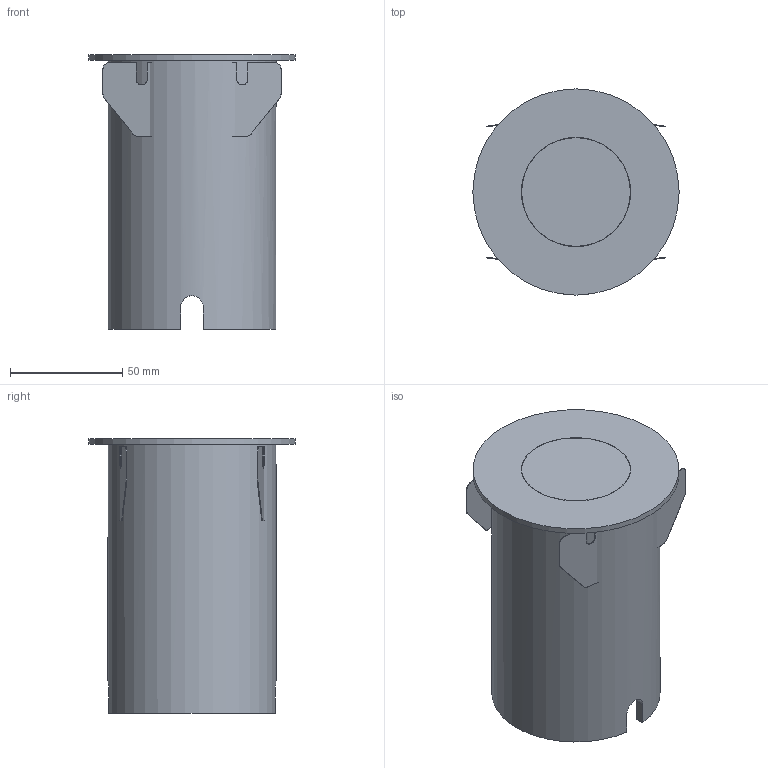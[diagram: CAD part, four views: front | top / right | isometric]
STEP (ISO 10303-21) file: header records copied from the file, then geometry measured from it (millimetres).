
FILE_DESCRIPTION(/* description */ (''),/* implementation_level */ '2;1');
FILE_NAME(/* name */ 'AL-DL0474-13-WW.stp',/* time_stamp */ '2025-12-18T16:20:28+08:00',/* author */ (''),/* organization */ (''),/* preprocessor_version */ 'ST-DEVELOPER v11',/* originating_system */ 'SIEMENS UGS NX 6.0',/* authorisation */ '');
FILE_SCHEMA (('CONFIG_CONTROL_DESIGN'));
Length unit declared in the file: millimetre
Products named in the file (1): ALDL0474_A068_stp
Bounding box: 92 x 92 x 122.5 mm (x, y, z)
Volume: 302505.3 mm3; surface area: 123624.9 mm2
Topology: 6 solids, 6 shells, 343 faces, 947 edges, 636 vertices
Faces by surface type: cylinder 175, plane 146, cone 13, torus 6, bspline 2, sphere 1
Full cylindrical faces by diameter (mm): 2.5 x6, 3 x2, 5 x74, 7.5 x1, 8 x1, 9 x2, 12 x1, 14 x1, 47 x6, 48.5 x1, 48.8 x1, 50 x3, 57 x2, 65 x13, 67 x1, 75 x1, 92 x1
Entity records: 10612 total; most frequent: CARTESIAN_POINT 2096, DIRECTION 1788, ORIENTED_EDGE 1468, EDGE_CURVE 734, AXIS2_PLACEMENT_3D 722, EDGE_LOOP 676, VERTEX_POINT 576, FACE_BOUND 519
